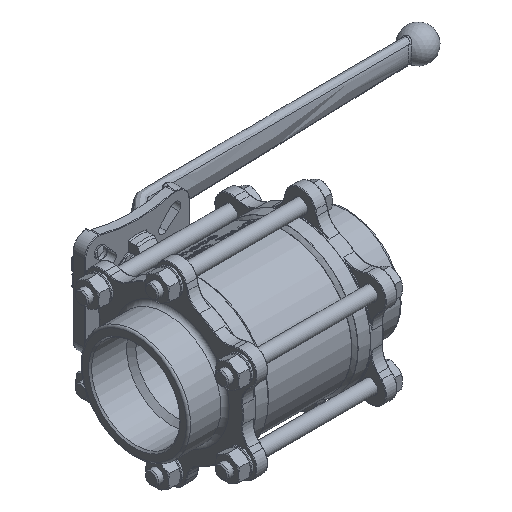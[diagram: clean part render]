
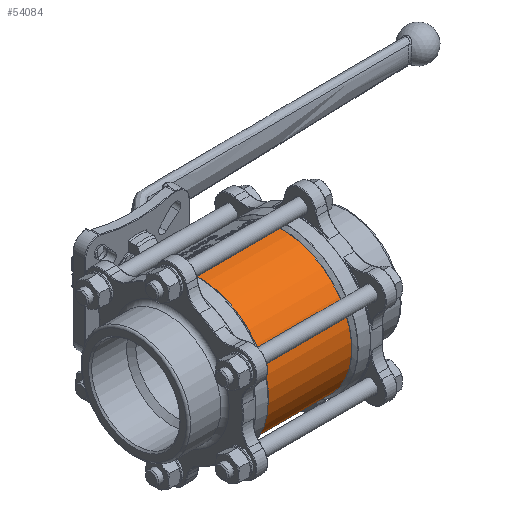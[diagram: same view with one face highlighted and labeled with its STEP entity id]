
A CAD part, isometric view. The second image highlights one B-rep face of the part: STEP entity #54084.
In plain terms, the highlighted cylindrical face has radius 66 mm (diameter 132 mm), a partial arc.
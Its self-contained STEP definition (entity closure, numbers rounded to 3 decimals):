
#14231 = AXIS2_PLACEMENT_3D ( 'NONE', #15135, #15161, #15162 ) ;
#15135 = CARTESIAN_POINT ( 'NONE',  ( 43., 0., 0. ) ) ;
#15150 = CYLINDRICAL_SURFACE ( 'NONE', #14231, 66. ) ;
#15151 = FACE_OUTER_BOUND ( 'NONE', #56214, .T. ) ;
#15161 = DIRECTION ( 'NONE',  ( -1., 0., 0. ) ) ;
#15162 = DIRECTION ( 'NONE',  ( 0., 0., 1. ) ) ;
#18910 = CIRCLE ( 'NONE', #18917, 66. ) ;
#18917 = AXIS2_PLACEMENT_3D ( 'NONE', #22312, #22313, #22315 ) ;
#18918 = VECTOR ( 'NONE', #22323, 1000. ) ;
#18920 = CIRCLE ( 'NONE', #18921, 66. ) ;
#18921 = AXIS2_PLACEMENT_3D ( 'NONE', #22341, #22342, #22344 ) ;
#18956 = VECTOR ( 'NONE', #24206, 1000. ) ;
#22309 = LINE ( 'NONE', #22320, #18918 ) ;
#22312 = CARTESIAN_POINT ( 'NONE',  ( -39.876, 0., 0. ) ) ;
#22313 = DIRECTION ( 'NONE',  ( 1., 0., 0. ) ) ;
#22315 = DIRECTION ( 'NONE',  ( 0., 0., -1. ) ) ;
#22320 = CARTESIAN_POINT ( 'NONE',  ( 43., 16.161, 63.991 ) ) ;
#22323 = DIRECTION ( 'NONE',  ( 1., 0., 0. ) ) ;
#22341 = CARTESIAN_POINT ( 'NONE',  ( 39.876, 0., 0. ) ) ;
#22342 = DIRECTION ( 'NONE',  ( -1., 0., 0. ) ) ;
#22344 = DIRECTION ( 'NONE',  ( 0., 0., 1. ) ) ;
#24201 = LINE ( 'NONE', #24204, #18956 ) ;
#24204 = CARTESIAN_POINT ( 'NONE',  ( 43., 16.161, -63.991 ) ) ;
#24206 = DIRECTION ( 'NONE',  ( 1., 0., 0. ) ) ;
#27068 = B_SPLINE_CURVE_WITH_KNOTS ( 'NONE', 3,
 ( #78986, #78990, #79007, #79008 ),
 .UNSPECIFIED., .F., .F.,
 ( 4, 4 ),
 ( 0., 0. ),
 .UNSPECIFIED. ) ;
#27071 = B_SPLINE_CURVE_WITH_KNOTS ( 'NONE', 3,
 ( #79004, #79006, #79012, #79013 ),
 .UNSPECIFIED., .F., .F.,
 ( 4, 4 ),
 ( 0., 0. ),
 .UNSPECIFIED. ) ;
#27074 = B_SPLINE_CURVE_WITH_KNOTS ( 'NONE', 3,
 ( #79005, #79011, #79018, #79019 ),
 .UNSPECIFIED., .F., .F.,
 ( 4, 4 ),
 ( 0., 0. ),
 .UNSPECIFIED. ) ;
#27076 = B_SPLINE_CURVE_WITH_KNOTS ( 'NONE', 3,
 ( #79009, #79017, #79027, #79028 ),
 .UNSPECIFIED., .F., .F.,
 ( 4, 4 ),
 ( 0., 0. ),
 .UNSPECIFIED. ) ;
#30248 = CARTESIAN_POINT ( 'NONE',  ( -39.658, 16.161, -63.991 ) ) ;
#30250 = CARTESIAN_POINT ( 'NONE',  ( 39.658, 16.161, -63.991 ) ) ;
#30254 = CARTESIAN_POINT ( 'NONE',  ( -39.658, 16.161, 63.991 ) ) ;
#30258 = CARTESIAN_POINT ( 'NONE',  ( 39.876, 16.109, -64.004 ) ) ;
#30260 = CARTESIAN_POINT ( 'NONE',  ( 39.876, 16.109, 64.004 ) ) ;
#30262 = CARTESIAN_POINT ( 'NONE',  ( 39.658, 16.161, 63.991 ) ) ;
#30266 = CARTESIAN_POINT ( 'NONE',  ( -39.876, 16.109, 64.004 ) ) ;
#30267 = CARTESIAN_POINT ( 'NONE',  ( -39.876, 16.109, -64.004 ) ) ;
#35975 = EDGE_CURVE ( 'NONE', #58334, #58335, #18910, .T. ) ;
#35982 = EDGE_CURVE ( 'NONE', #58328, #58332, #22309, .T. ) ;
#35988 = EDGE_CURVE ( 'NONE', #58330, #58331, #18920, .T. ) ;
#36159 = EDGE_CURVE ( 'NONE', #58324, #58325, #24201, .T. ) ;
#42925 = ORIENTED_EDGE ( 'NONE', *, *, #36159, .T. ) ;
#42927 = ORIENTED_EDGE ( 'NONE', *, *, #52383, .T. ) ;
#42928 = ORIENTED_EDGE ( 'NONE', *, *, #35988, .T. ) ;
#42929 = ORIENTED_EDGE ( 'NONE', *, *, #52379, .T. ) ;
#42931 = ORIENTED_EDGE ( 'NONE', *, *, #35982, .F. ) ;
#42932 = ORIENTED_EDGE ( 'NONE', *, *, #52377, .T. ) ;
#42933 = ORIENTED_EDGE ( 'NONE', *, *, #35975, .T. ) ;
#42935 = ORIENTED_EDGE ( 'NONE', *, *, #52376, .T. ) ;
#52376 = EDGE_CURVE ( 'NONE', #58335, #58324, #27068, .T. ) ;
#52377 = EDGE_CURVE ( 'NONE', #58328, #58334, #27071, .T. ) ;
#52379 = EDGE_CURVE ( 'NONE', #58331, #58332, #27074, .T. ) ;
#52383 = EDGE_CURVE ( 'NONE', #58325, #58330, #27076, .T. ) ;
#54084 = ADVANCED_FACE ( 'NONE', ( #15151 ), #15150, .T. ) ;
#56214 = EDGE_LOOP ( 'NONE', ( #42925, #42927, #42928, #42929, #42931, #42932, #42933, #42935 ) ) ;
#58324 = VERTEX_POINT ( 'NONE', #30248 ) ;
#58325 = VERTEX_POINT ( 'NONE', #30250 ) ;
#58328 = VERTEX_POINT ( 'NONE', #30254 ) ;
#58330 = VERTEX_POINT ( 'NONE', #30258 ) ;
#58331 = VERTEX_POINT ( 'NONE', #30260 ) ;
#58332 = VERTEX_POINT ( 'NONE', #30262 ) ;
#58334 = VERTEX_POINT ( 'NONE', #30266 ) ;
#58335 = VERTEX_POINT ( 'NONE', #30267 ) ;
#78986 = CARTESIAN_POINT ( 'NONE',  ( -39.876, 16.109, -64.004 ) ) ;
#78990 = CARTESIAN_POINT ( 'NONE',  ( -39.81, 16.147, -63.994 ) ) ;
#79004 = CARTESIAN_POINT ( 'NONE',  ( -39.658, 16.161, 63.991 ) ) ;
#79005 = CARTESIAN_POINT ( 'NONE',  ( 39.876, 16.109, 64.004 ) ) ;
#79006 = CARTESIAN_POINT ( 'NONE',  ( -39.734, 16.161, 63.991 ) ) ;
#79007 = CARTESIAN_POINT ( 'NONE',  ( -39.734, 16.161, -63.991 ) ) ;
#79008 = CARTESIAN_POINT ( 'NONE',  ( -39.658, 16.161, -63.991 ) ) ;
#79009 = CARTESIAN_POINT ( 'NONE',  ( 39.658, 16.161, -63.991 ) ) ;
#79011 = CARTESIAN_POINT ( 'NONE',  ( 39.81, 16.147, 63.994 ) ) ;
#79012 = CARTESIAN_POINT ( 'NONE',  ( -39.81, 16.146, 63.994 ) ) ;
#79013 = CARTESIAN_POINT ( 'NONE',  ( -39.876, 16.109, 64.004 ) ) ;
#79017 = CARTESIAN_POINT ( 'NONE',  ( 39.734, 16.161, -63.991 ) ) ;
#79018 = CARTESIAN_POINT ( 'NONE',  ( 39.734, 16.161, 63.991 ) ) ;
#79019 = CARTESIAN_POINT ( 'NONE',  ( 39.658, 16.161, 63.991 ) ) ;
#79027 = CARTESIAN_POINT ( 'NONE',  ( 39.81, 16.146, -63.994 ) ) ;
#79028 = CARTESIAN_POINT ( 'NONE',  ( 39.876, 16.109, -64.004 ) ) ;
